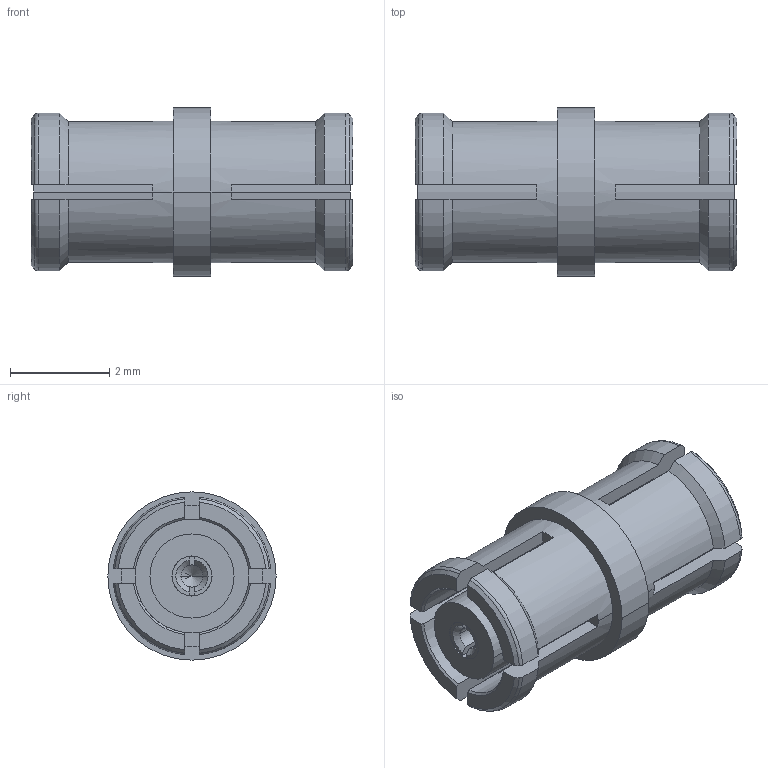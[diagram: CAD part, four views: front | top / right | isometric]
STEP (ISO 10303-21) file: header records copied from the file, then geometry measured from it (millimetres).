
FILE_DESCRIPTION (( 'STEP AP214' ), '1' );
FILE_NAME ('FMAD9180_3D.step', '2024-04-09T16:16:04', ( '' ), ( '' ), 'SwSTEP 2.0', 'SolidWorks 2022', '' );
FILE_SCHEMA (( 'AUTOMOTIVE_DESIGN' ));
Length unit declared in the file: inch
Products named in the file (4): FMAD91803^FMAD9180; FMAD91801^FMAD9180; FMAD9180_3D; FMAD91802^FMAD9180
Assembly tree (3 placements, depth 2):
  FMAD9180_3D
    FMAD91801^FMAD9180
    FMAD91802^FMAD9180
    FMAD91803^FMAD9180
Bounding box: 6.5 x 3.4 x 3.4 mm (x, y, z)
Volume: 33.3 mm3; surface area: 177.4 mm2
Topology: 3 solids, 3 shells, 134 faces, 366 edges, 240 vertices
Faces by surface type: plane 58, cylinder 34, cone 34, torus 8
Entity records: 4740 total; most frequent: CARTESIAN_POINT 1030, DIRECTION 732, ORIENTED_EDGE 724, EDGE_CURVE 362, AXIS2_PLACEMENT_3D 286, VERTEX_POINT 240, LINE 160, VECTOR 160
